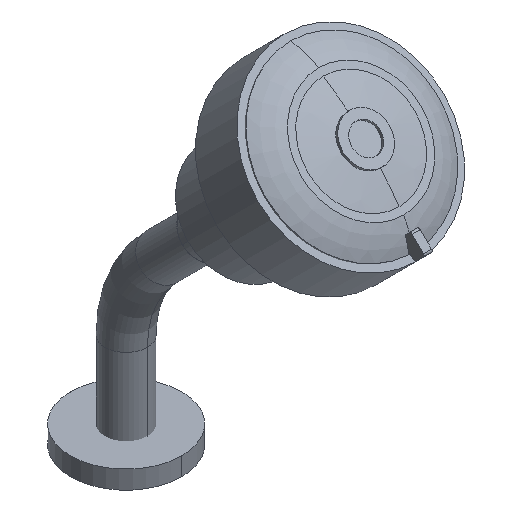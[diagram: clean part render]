
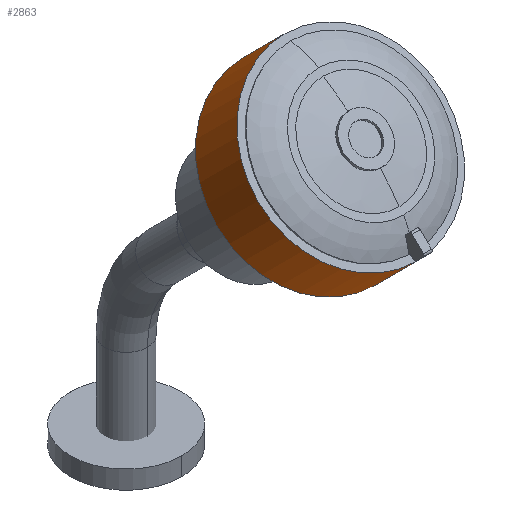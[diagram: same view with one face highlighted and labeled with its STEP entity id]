
A CAD part, isometric view. The second image highlights one B-rep face of the part: STEP entity #2863.
In plain terms, the highlighted cylindrical face has radius 46 mm (diameter 92 mm), a partial arc.
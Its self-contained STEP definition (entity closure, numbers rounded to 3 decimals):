
#96 = AXIS2_PLACEMENT_3D ( 'NONE', #2396, #2692, #2013 ) ;
#186 = CARTESIAN_POINT ( 'NONE',  ( 0., 46., 72.35 ) ) ;
#314 = VERTEX_POINT ( 'NONE', #1715 ) ;
#347 = CARTESIAN_POINT ( 'NONE',  ( 0., 46., 110.997 ) ) ;
#426 = DIRECTION ( 'NONE',  ( 0., 0., -1. ) ) ;
#647 = CARTESIAN_POINT ( 'NONE',  ( 0., -46., 72.35 ) ) ;
#776 = CARTESIAN_POINT ( 'NONE',  ( 0., 46., 101.35 ) ) ;
#814 = DIRECTION ( 'NONE',  ( 0., 1., 0. ) ) ;
#817 = DIRECTION ( 'NONE',  ( 0., 0., -1. ) ) ;
#825 = CARTESIAN_POINT ( 'NONE',  ( 0., 0., 72.35 ) ) ;
#917 = CARTESIAN_POINT ( 'NONE',  ( 0., -46., 110.997 ) ) ;
#978 = DIRECTION ( 'NONE',  ( 0., 0., -1. ) ) ;
#1248 = ORIENTED_EDGE ( 'NONE', *, *, #1636, .F. ) ;
#1291 = ORIENTED_EDGE ( 'NONE', *, *, #1751, .T. ) ;
#1608 = ORIENTED_EDGE ( 'NONE', *, *, #2906, .T. ) ;
#1610 = ORIENTED_EDGE ( 'NONE', *, *, #1689, .F. ) ;
#1636 = EDGE_CURVE ( 'NONE', #314, #2902, #2247, .T. ) ;
#1689 = EDGE_CURVE ( 'NONE', #2902, #1954, #2218, .T. ) ;
#1695 = EDGE_LOOP ( 'NONE', ( #1248, #1291, #1608, #1610 ) ) ;
#1715 = CARTESIAN_POINT ( 'NONE',  ( 0., -46., 101.35 ) ) ;
#1751 = EDGE_CURVE ( 'NONE', #314, #1770, #2253, .T. ) ;
#1770 = VERTEX_POINT ( 'NONE', #776 ) ;
#1954 = VERTEX_POINT ( 'NONE', #186 ) ;
#1995 = VECTOR ( 'NONE', #426, 1000. ) ;
#1997 = LINE ( 'NONE', #347, #1995 ) ;
#2013 = DIRECTION ( 'NONE',  ( 0., 1., 0. ) ) ;
#2184 = VECTOR ( 'NONE', #978, 1000. ) ;
#2213 = CYLINDRICAL_SURFACE ( 'NONE', #96, 46. ) ;
#2218 = CIRCLE ( 'NONE', #2640, 46. ) ;
#2247 = LINE ( 'NONE', #917, #2184 ) ;
#2253 = CIRCLE ( 'NONE', #2487, 46. ) ;
#2274 = FACE_OUTER_BOUND ( 'NONE', #1695, .T. ) ;
#2369 = DIRECTION ( 'NONE',  ( 0., 1., 0. ) ) ;
#2379 = DIRECTION ( 'NONE',  ( 0., 0., -1. ) ) ;
#2383 = CARTESIAN_POINT ( 'NONE',  ( 0., 0., 101.35 ) ) ;
#2396 = CARTESIAN_POINT ( 'NONE',  ( 0., 0., 110.997 ) ) ;
#2487 = AXIS2_PLACEMENT_3D ( 'NONE', #2383, #2379, #2369 ) ;
#2640 = AXIS2_PLACEMENT_3D ( 'NONE', #825, #817, #814 ) ;
#2692 = DIRECTION ( 'NONE',  ( 0., 0., -1. ) ) ;
#2863 = ADVANCED_FACE ( 'NONE', ( #2274 ), #2213, .T. ) ;
#2902 = VERTEX_POINT ( 'NONE', #647 ) ;
#2906 = EDGE_CURVE ( 'NONE', #1770, #1954, #1997, .T. ) ;
